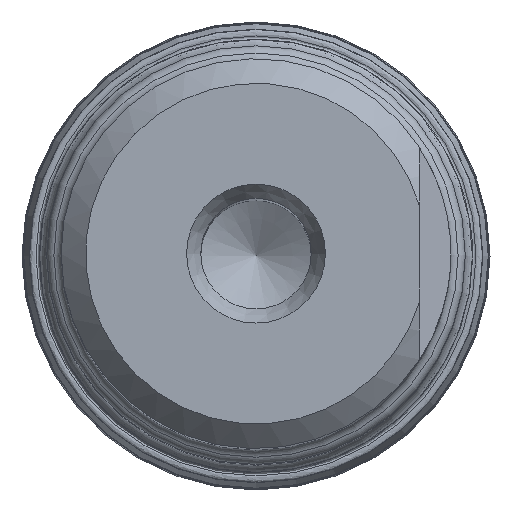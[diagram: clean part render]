
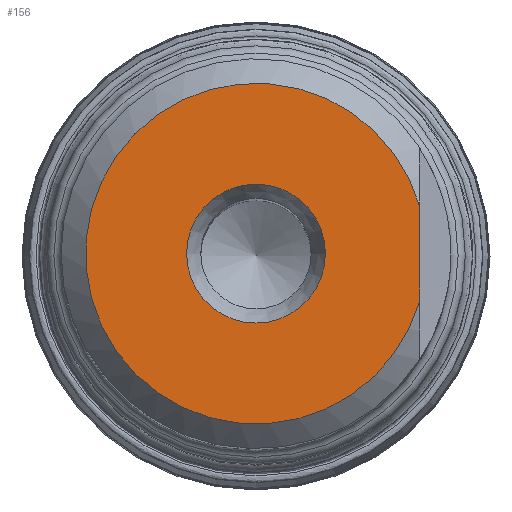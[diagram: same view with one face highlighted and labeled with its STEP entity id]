
A CAD part, top view. The second image highlights one B-rep face of the part: STEP entity #156.
In plain terms, the highlighted planar face has unit normal (0, 0, 1).
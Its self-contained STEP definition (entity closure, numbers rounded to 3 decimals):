
#40=PLANE('',#958);
#63=LINE('',#1718,#71);
#71=VECTOR('',#1148,1.);
#156=ADVANCED_FACE('',(#391,#392),#40,.F.);
#391=FACE_BOUND('',#515,.T.);
#392=FACE_BOUND('',#516,.T.);
#515=EDGE_LOOP('',(#651,#652));
#516=EDGE_LOOP('',(#653));
#651=ORIENTED_EDGE('',*,*,#822,.T.);
#652=ORIENTED_EDGE('',*,*,#824,.T.);
#653=ORIENTED_EDGE('',*,*,#825,.F.);
#750=VERTEX_POINT('',#1710);
#751=VERTEX_POINT('',#1712);
#752=VERTEX_POINT('',#1720);
#822=EDGE_CURVE('',#751,#750,#886,.T.);
#824=EDGE_CURVE('',#750,#751,#63,.T.);
#825=EDGE_CURVE('',#752,#752,#887,.T.);
#886=CIRCLE('',#955,13.875);
#887=CIRCLE('',#957,5.655);
#955=AXIS2_PLACEMENT_3D('',#1711,#1144,#1145);
#957=AXIS2_PLACEMENT_3D('',#1719,#1149,#1150);
#958=AXIS2_PLACEMENT_3D('',#1721,#1151,#1152);
#1144=DIRECTION('',(0.,0.,1.));
#1145=DIRECTION('',(-1.,0.,0.));
#1148=DIRECTION('',(0.,1.,0.));
#1149=DIRECTION('',(0.,0.,1.));
#1150=DIRECTION('',(1.,0.,0.));
#1151=DIRECTION('',(0.,0.,-1.));
#1152=DIRECTION('',(-1.,0.,0.));
#1710=CARTESIAN_POINT('',(13.325,-3.868,70.));
#1711=CARTESIAN_POINT('',(0.,0.,70.));
#1712=CARTESIAN_POINT('',(13.325,3.868,70.));
#1718=CARTESIAN_POINT('',(13.325,-38.1,70.));
#1719=CARTESIAN_POINT('',(0.,0.,70.));
#1720=CARTESIAN_POINT('',(5.655,0.,70.));
#1721=CARTESIAN_POINT('',(15.875,0.,70.));
